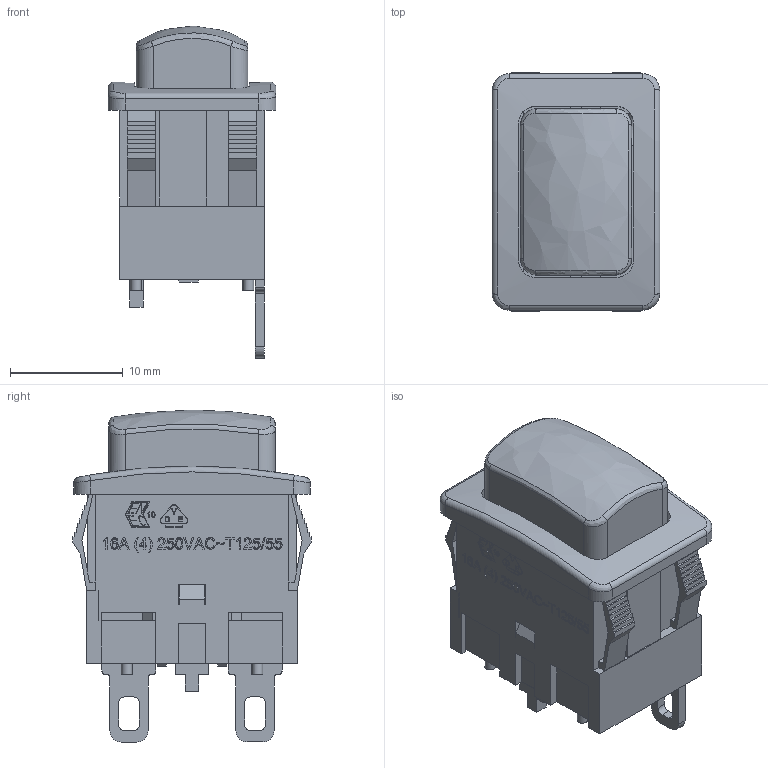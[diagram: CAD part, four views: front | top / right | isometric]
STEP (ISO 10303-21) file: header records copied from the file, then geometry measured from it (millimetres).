
FILE_DESCRIPTION((' '),'2;1');
FILE_NAME('PA421Cx000-1xx.stp','2017-08-02T09:19:15',(' '),(' '),' ','ACIS',' ');
FILE_SCHEMA(('CONFIG_CONTROL_DESIGN'));
Length unit declared in the file: inch
Products named in the file (1): PA421Cx000-1xx.stp
Bounding box: 14.9 x 21.2 x 29.5 mm (x, y, z)
Volume: 2449.7 mm3; surface area: 5649.9 mm2
Topology: 1 solids, 1 shells, 1386 faces, 3986 edges, 2632 vertices
Faces by surface type: plane 993, bspline 299, cylinder 91, torus 3
Full cylindrical faces by diameter (mm): 0.95 x4, 2.5 x1, 3 x1
Entity records: 47328 total; most frequent: CARTESIAN_POINT 12678, ORIENTED_EDGE 7950, DIRECTION 5763, EDGE_CURVE 3975, VECTOR 3165, LINE 3165, VERTEX_POINT 2629, EDGE_LOOP 1506
